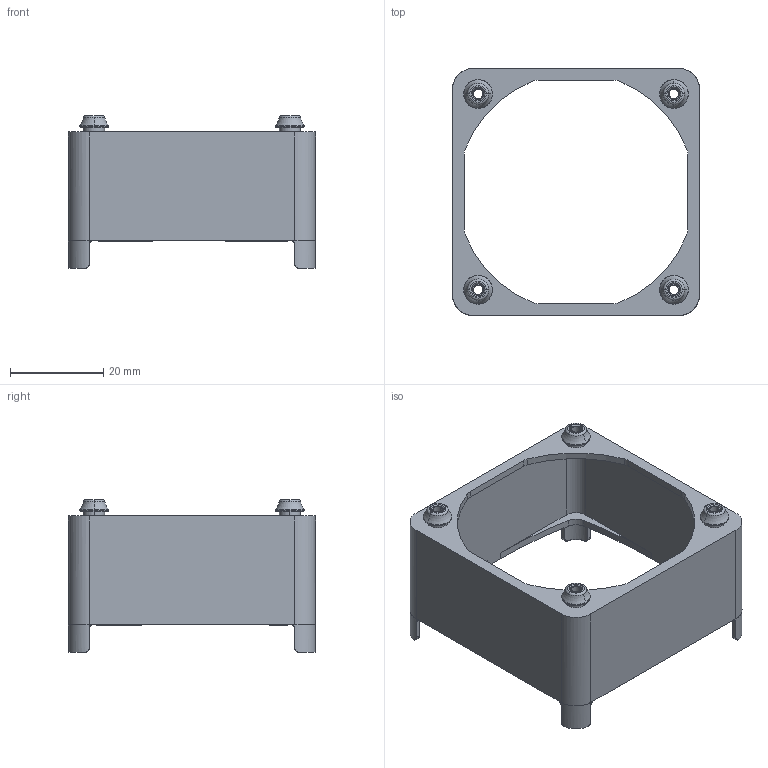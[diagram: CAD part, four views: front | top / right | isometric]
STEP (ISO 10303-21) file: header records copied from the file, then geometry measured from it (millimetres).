
FILE_DESCRIPTION((''),'2;1');
FILE_NAME('LM-50-200-10-B42.stp','2012-04-16T14:56:08',(''),(''),'Mechanical Desktop.R8.0.24.0','Mechanical Desktop.R8.0.24.0',', , ');
FILE_SCHEMA(('CONFIG_CONTROL_DESIGN'));
Length unit declared in the file: millimetre
Products named in the file (2): LM-50-200-10-B42A; LM-50-200-10-B42
Assembly tree (1 placements, depth 2):
  LM-50-200-10-B42A
    LM-50-200-10-B42
Bounding box: 53 x 53 x 32.75 mm (x, y, z)
Volume: 8298.9 mm3; surface area: 11879.7 mm2
Topology: 1 solids, 1 shells, 1761 faces, 4950 edges, 3272 vertices
Faces by surface type: bspline 1286, plane 299, cylinder 116, torus 36, sphere 16, cone 8
Entity records: 64349 total; most frequent: CARTESIAN_POINT 27515, ORIENTED_EDGE 9868, EDGE_CURVE 4934, DIRECTION 3648, VERTEX_POINT 3272, B_SPLINE_CURVE_WITH_KNOTS 2588, VECTOR 1998, LINE 1998
